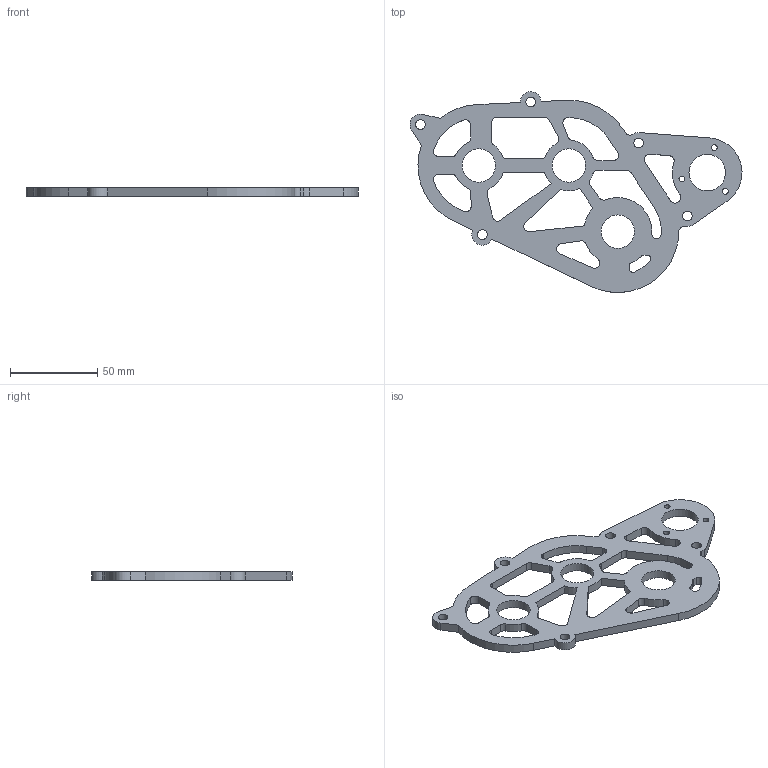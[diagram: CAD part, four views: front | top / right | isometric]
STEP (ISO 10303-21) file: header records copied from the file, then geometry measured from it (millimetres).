
FILE_DESCRIPTION(/* description */ (''),/* implementation_level */ '2;1');
FILE_NAME(/* name */ '齿轮箱片1.stp',/* time_stamp */ '2019-11-15T19:40:10+08:00',/* author */ ('Mark'),/* organization */ (''),/* preprocessor_version */ 'ST-DEVELOPER v17',/* originating_system */ 'Autodesk Inventor 2019',/* authorisation */ '');
FILE_SCHEMA (('AUTOMOTIVE_DESIGN { 1 0 10303 214 3 1 1 }'));
Length unit declared in the file: millimetre
Products named in the file (1): Gearbob Plate_MIR1
Bounding box: 190.72 x 115.41 x 5 mm (x, y, z)
Volume: 42596.7 mm3; surface area: 25618.4 mm2
Topology: 1 solids, 1 shells, 123 faces, 369 edges, 248 vertices
Faces by surface type: cylinder 82, plane 41
Full cylindrical faces by diameter (mm): 3.3 x3, 5.5 x5, 19.15 x3, 21 x1
Entity records: 4491 total; most frequent: DIRECTION 787, CARTESIAN_POINT 741, ORIENTED_EDGE 738, EDGE_CURVE 369, AXIS2_PLACEMENT_3D 294, VERTEX_POINT 248, LINE 199, VECTOR 199
